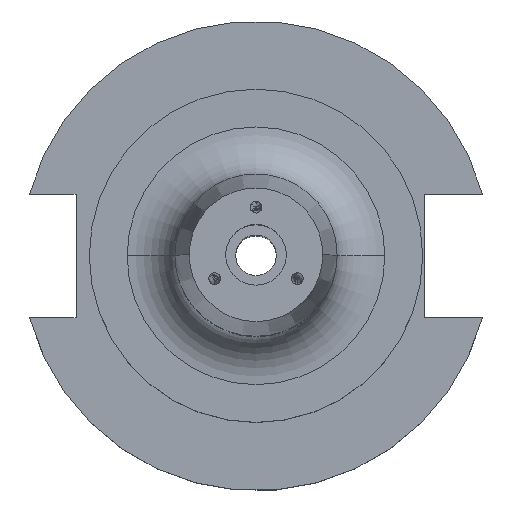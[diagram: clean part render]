
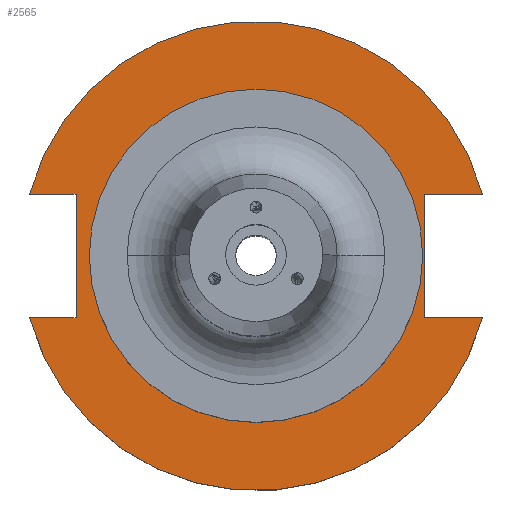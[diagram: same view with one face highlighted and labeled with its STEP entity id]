
A CAD part, top view. The second image highlights one B-rep face of the part: STEP entity #2565.
In plain terms, the highlighted planar face has unit normal (0, 0, 1).
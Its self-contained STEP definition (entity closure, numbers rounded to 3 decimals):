
#69 = DIRECTION ( 'NONE',  ( 0., 0., 1. ) ) ;
#110 = ORIENTED_EDGE ( 'NONE', *, *, #2497, .F. ) ;
#194 = ORIENTED_EDGE ( 'NONE', *, *, #1272, .T. ) ;
#216 = CARTESIAN_POINT ( 'NONE',  ( -37.719, 12.954, 19.05 ) ) ;
#240 = FACE_BOUND ( 'NONE', #809, .T. ) ;
#260 = CARTESIAN_POINT ( 'NONE',  ( -37.719, -12.954, 19.05 ) ) ;
#267 = PLANE ( 'NONE',  #1239 ) ;
#303 = VECTOR ( 'NONE', #1666, 1000. ) ;
#339 = DIRECTION ( 'NONE',  ( 0., 0., 1. ) ) ;
#357 = ORIENTED_EDGE ( 'NONE', *, *, #2041, .F. ) ;
#363 = VECTOR ( 'NONE', #1819, 1000. ) ;
#415 = LINE ( 'NONE', #2531, #1475 ) ;
#425 = AXIS2_PLACEMENT_3D ( 'NONE', #881, #2292, #1074 ) ;
#488 = CARTESIAN_POINT ( 'NONE',  ( 0., 0., 19.05 ) ) ;
#522 = CARTESIAN_POINT ( 'NONE',  ( 0., 0., 19.05 ) ) ;
#605 = CARTESIAN_POINT ( 'NONE',  ( 47.477, -12.954, 19.05 ) ) ;
#615 = ORIENTED_EDGE ( 'NONE', *, *, #1177, .F. ) ;
#677 = LINE ( 'NONE', #798, #1747 ) ;
#687 = DIRECTION ( 'NONE',  ( 1., 0., 0. ) ) ;
#723 = DIRECTION ( 'NONE',  ( 1., 0., 0. ) ) ;
#745 = CARTESIAN_POINT ( 'NONE',  ( 35.306, -12.954, 19.05 ) ) ;
#758 = CARTESIAN_POINT ( 'NONE',  ( 35.306, 12.954, 19.05 ) ) ;
#769 = ORIENTED_EDGE ( 'NONE', *, *, #1000, .F. ) ;
#776 = DIRECTION ( 'NONE',  ( 0., -1., 0. ) ) ;
#798 = CARTESIAN_POINT ( 'NONE',  ( 35.306, -12.954, 19.05 ) ) ;
#808 = CARTESIAN_POINT ( 'NONE',  ( 34.925, 0., 19.05 ) ) ;
#809 = EDGE_LOOP ( 'NONE', ( #902, #357 ) ) ;
#860 = LINE ( 'NONE', #861, #303 ) ;
#861 = CARTESIAN_POINT ( 'NONE',  ( -63.719, 12.954, 19.05 ) ) ;
#872 = ORIENTED_EDGE ( 'NONE', *, *, #2343, .F. ) ;
#881 = CARTESIAN_POINT ( 'NONE',  ( 0., 0., 19.05 ) ) ;
#890 = CARTESIAN_POINT ( 'NONE',  ( -47.477, -12.954, 19.05 ) ) ;
#902 = ORIENTED_EDGE ( 'NONE', *, *, #2175, .F. ) ;
#913 = DIRECTION ( 'NONE',  ( 1., 0., 0. ) ) ;
#944 = CIRCLE ( 'NONE', #2141, 34.925 ) ;
#979 = ORIENTED_EDGE ( 'NONE', *, *, #2171, .F. ) ;
#1000 = EDGE_CURVE ( 'NONE', #1162, #1089, #677, .T. ) ;
#1049 = CARTESIAN_POINT ( 'NONE',  ( 47.477, 12.954, 19.05 ) ) ;
#1058 = CIRCLE ( 'NONE', #1086, 49.212 ) ;
#1074 = DIRECTION ( 'NONE',  ( 1., 0., 0. ) ) ;
#1079 = EDGE_CURVE ( 'NONE', #1468, #1859, #2517, .T. ) ;
#1086 = AXIS2_PLACEMENT_3D ( 'NONE', #1548, #339, #1750 ) ;
#1089 = VERTEX_POINT ( 'NONE', #605 ) ;
#1162 = VERTEX_POINT ( 'NONE', #745 ) ;
#1167 = VECTOR ( 'NONE', #776, 1000. ) ;
#1177 = EDGE_CURVE ( 'NONE', #1917, #1705, #1193, .T. ) ;
#1187 = DIRECTION ( 'NONE',  ( 1., 0., 0. ) ) ;
#1193 = LINE ( 'NONE', #758, #1788 ) ;
#1201 = ORIENTED_EDGE ( 'NONE', *, *, #1079, .F. ) ;
#1209 = VERTEX_POINT ( 'NONE', #1365 ) ;
#1239 = AXIS2_PLACEMENT_3D ( 'NONE', #2300, #69, #1482 ) ;
#1253 = CARTESIAN_POINT ( 'NONE',  ( -34.925, 0., 19.05 ) ) ;
#1272 = EDGE_CURVE ( 'NONE', #1917, #1209, #1058, .T. ) ;
#1320 = VERTEX_POINT ( 'NONE', #808 ) ;
#1322 = FACE_OUTER_BOUND ( 'NONE', #1818, .T. ) ;
#1365 = CARTESIAN_POINT ( 'NONE',  ( -47.477, 12.954, 19.05 ) ) ;
#1403 = AXIS2_PLACEMENT_3D ( 'NONE', #488, #1901, #687 ) ;
#1468 = VERTEX_POINT ( 'NONE', #260 ) ;
#1475 = VECTOR ( 'NONE', #913, 1000. ) ;
#1482 = DIRECTION ( 'NONE',  ( 1., 0., 0. ) ) ;
#1548 = CARTESIAN_POINT ( 'NONE',  ( 0., 0., 19.05 ) ) ;
#1666 = DIRECTION ( 'NONE',  ( -1., 0., 0. ) ) ;
#1689 = LINE ( 'NONE', #1990, #1167 ) ;
#1705 = VERTEX_POINT ( 'NONE', #2637 ) ;
#1747 = VECTOR ( 'NONE', #1187, 1000. ) ;
#1750 = DIRECTION ( 'NONE',  ( 1., 0., 0. ) ) ;
#1788 = VECTOR ( 'NONE', #2169, 1000. ) ;
#1818 = EDGE_LOOP ( 'NONE', ( #2051, #769, #872, #615, #194, #110, #1201, #979 ) ) ;
#1819 = DIRECTION ( 'NONE',  ( 0., 1., 0. ) ) ;
#1826 = CIRCLE ( 'NONE', #1403, 34.925 ) ;
#1859 = VERTEX_POINT ( 'NONE', #216 ) ;
#1901 = DIRECTION ( 'NONE',  ( 0., 0., 1. ) ) ;
#1917 = VERTEX_POINT ( 'NONE', #1049 ) ;
#1936 = DIRECTION ( 'NONE',  ( 0., 0., 1. ) ) ;
#1990 = CARTESIAN_POINT ( 'NONE',  ( 35.306, 12.954, 19.05 ) ) ;
#2017 = VERTEX_POINT ( 'NONE', #890 ) ;
#2041 = EDGE_CURVE ( 'NONE', #2445, #1320, #1826, .T. ) ;
#2051 = ORIENTED_EDGE ( 'NONE', *, *, #2532, .T. ) ;
#2141 = AXIS2_PLACEMENT_3D ( 'NONE', #522, #1936, #723 ) ;
#2169 = DIRECTION ( 'NONE',  ( -1., 0., 0. ) ) ;
#2171 = EDGE_CURVE ( 'NONE', #2017, #1468, #415, .T. ) ;
#2175 = EDGE_CURVE ( 'NONE', #1320, #2445, #944, .T. ) ;
#2208 = CARTESIAN_POINT ( 'NONE',  ( -37.719, 12.954, 19.05 ) ) ;
#2292 = DIRECTION ( 'NONE',  ( 0., 0., 1. ) ) ;
#2300 = CARTESIAN_POINT ( 'NONE',  ( 0., 49.212, 19.05 ) ) ;
#2343 = EDGE_CURVE ( 'NONE', #1705, #1162, #1689, .T. ) ;
#2416 = CIRCLE ( 'NONE', #425, 49.212 ) ;
#2445 = VERTEX_POINT ( 'NONE', #1253 ) ;
#2497 = EDGE_CURVE ( 'NONE', #1859, #1209, #860, .T. ) ;
#2517 = LINE ( 'NONE', #2208, #363 ) ;
#2531 = CARTESIAN_POINT ( 'NONE',  ( -63.719, -12.954, 19.05 ) ) ;
#2532 = EDGE_CURVE ( 'NONE', #2017, #1089, #2416, .T. ) ;
#2565 = ADVANCED_FACE ( 'NONE', ( #240, #1322 ), #267, .T. ) ;
#2637 = CARTESIAN_POINT ( 'NONE',  ( 35.306, 12.954, 19.05 ) ) ;
